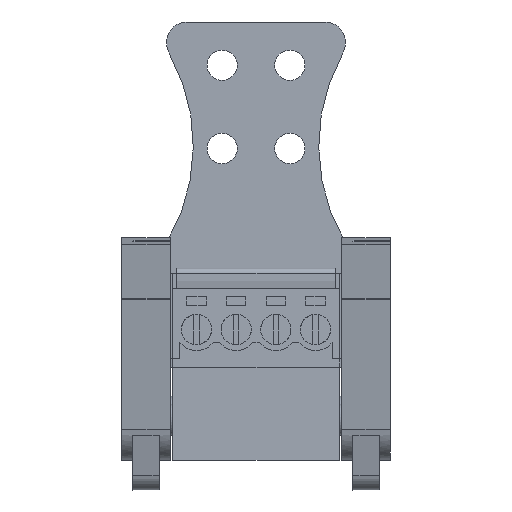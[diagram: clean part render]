
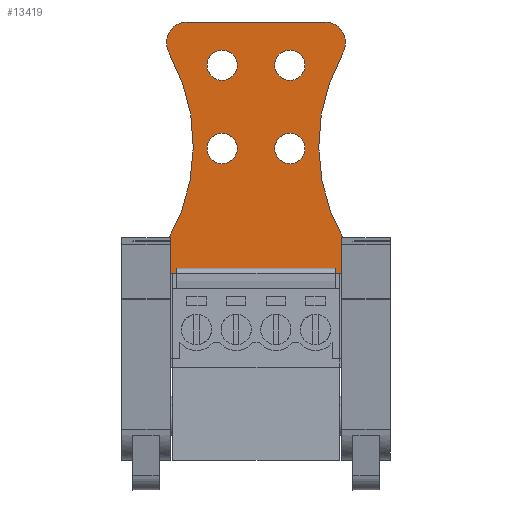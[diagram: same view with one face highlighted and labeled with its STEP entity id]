
A CAD part, front view. The second image highlights one B-rep face of the part: STEP entity #13419.
In plain terms, the highlighted planar face has unit normal (0, -1, 0).
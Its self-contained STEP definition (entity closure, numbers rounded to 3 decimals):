
#12997=AXIS2_PLACEMENT_3D('Circle Axis2P3D',#12995,#12996,$) ;
#13029=AXIS2_PLACEMENT_3D('Circle Axis2P3D',#13027,#13028,$) ;
#13079=AXIS2_PLACEMENT_3D('Circle Axis2P3D',#13077,#13078,$) ;
#13097=AXIS2_PLACEMENT_3D('Circle Axis2P3D',#13095,#13096,$) ;
#13172=AXIS2_PLACEMENT_3D('Circle Axis2P3D',#13170,#13171,$) ;
#13204=AXIS2_PLACEMENT_3D('Circle Axis2P3D',#13202,#13203,$) ;
#13222=AXIS2_PLACEMENT_3D('Circle Axis2P3D',#13220,#13221,$) ;
#13254=AXIS2_PLACEMENT_3D('Circle Axis2P3D',#13252,#13253,$) ;
#13272=AXIS2_PLACEMENT_3D('Circle Axis2P3D',#13270,#13271,$) ;
#13304=AXIS2_PLACEMENT_3D('Circle Axis2P3D',#13302,#13303,$) ;
#13322=AXIS2_PLACEMENT_3D('Circle Axis2P3D',#13320,#13321,$) ;
#13354=AXIS2_PLACEMENT_3D('Circle Axis2P3D',#13352,#13353,$) ;
#13386=AXIS2_PLACEMENT_3D('Plane Axis2P3D',#13383,#13384,#13385) ;
#12938=CARTESIAN_POINT('Line Origine',(4.355,14.976,22.296)) ;
#12942=CARTESIAN_POINT('Vertex',(4.355,14.976,23.797)) ;
#12944=CARTESIAN_POINT('Vertex',(4.355,14.976,20.796)) ;
#12995=CARTESIAN_POINT('Axis2P3D Location',(-11.3,14.976,33.07)) ;
#12999=CARTESIAN_POINT('Vertex',(4.571,14.976,41.968)) ;
#13024=CARTESIAN_POINT('Vertex',(6.315,14.976,44.946)) ;
#13027=CARTESIAN_POINT('Axis2P3D Location',(6.315,14.976,42.946)) ;
#13045=CARTESIAN_POINT('Line Origine',(12.915,14.976,44.946)) ;
#13049=CARTESIAN_POINT('Vertex',(19.515,14.976,44.946)) ;
#13074=CARTESIAN_POINT('Vertex',(21.259,14.976,41.968)) ;
#13077=CARTESIAN_POINT('Axis2P3D Location',(19.515,14.976,42.946)) ;
#13095=CARTESIAN_POINT('Axis2P3D Location',(37.13,14.976,33.07)) ;
#13099=CARTESIAN_POINT('Vertex',(21.475,14.976,23.797)) ;
#13120=CARTESIAN_POINT('Line Origine',(21.475,14.976,22.296)) ;
#13124=CARTESIAN_POINT('Vertex',(21.475,14.976,20.796)) ;
#13170=CARTESIAN_POINT('Axis2P3D Location',(16.165,14.976,40.796)) ;
#13174=CARTESIAN_POINT('Vertex',(14.715,14.976,40.796)) ;
#13176=CARTESIAN_POINT('Vertex',(17.615,14.976,40.796)) ;
#13202=CARTESIAN_POINT('Axis2P3D Location',(16.165,14.976,40.796)) ;
#13220=CARTESIAN_POINT('Axis2P3D Location',(9.665,14.976,40.796)) ;
#13224=CARTESIAN_POINT('Vertex',(8.215,14.976,40.796)) ;
#13226=CARTESIAN_POINT('Vertex',(11.115,14.976,40.796)) ;
#13252=CARTESIAN_POINT('Axis2P3D Location',(9.665,14.976,40.796)) ;
#13270=CARTESIAN_POINT('Axis2P3D Location',(16.165,14.976,32.796)) ;
#13274=CARTESIAN_POINT('Vertex',(14.715,14.976,32.796)) ;
#13276=CARTESIAN_POINT('Vertex',(17.615,14.976,32.796)) ;
#13302=CARTESIAN_POINT('Axis2P3D Location',(16.165,14.976,32.796)) ;
#13320=CARTESIAN_POINT('Axis2P3D Location',(9.665,14.976,32.796)) ;
#13324=CARTESIAN_POINT('Vertex',(8.215,14.976,32.796)) ;
#13326=CARTESIAN_POINT('Vertex',(11.115,14.976,32.796)) ;
#13352=CARTESIAN_POINT('Axis2P3D Location',(9.665,14.976,32.796)) ;
#13383=CARTESIAN_POINT('Axis2P3D Location',(12.915,14.976,11.796)) ;
#13388=CARTESIAN_POINT('Line Origine',(12.915,14.976,20.796)) ;
#12939=DIRECTION('Vector Direction',(0.,0.,-1.)) ;
#12996=DIRECTION('Axis2P3D Direction',(0.,1.,0.)) ;
#13028=DIRECTION('Axis2P3D Direction',(0.,1.,0.)) ;
#13046=DIRECTION('Vector Direction',(1.,0.,0.)) ;
#13078=DIRECTION('Axis2P3D Direction',(0.,1.,0.)) ;
#13096=DIRECTION('Axis2P3D Direction',(0.,1.,0.)) ;
#13121=DIRECTION('Vector Direction',(0.,0.,1.)) ;
#13171=DIRECTION('Axis2P3D Direction',(0.,1.,0.)) ;
#13203=DIRECTION('Axis2P3D Direction',(0.,1.,0.)) ;
#13221=DIRECTION('Axis2P3D Direction',(0.,1.,0.)) ;
#13253=DIRECTION('Axis2P3D Direction',(0.,1.,0.)) ;
#13271=DIRECTION('Axis2P3D Direction',(0.,1.,0.)) ;
#13303=DIRECTION('Axis2P3D Direction',(0.,1.,0.)) ;
#13321=DIRECTION('Axis2P3D Direction',(0.,1.,0.)) ;
#13353=DIRECTION('Axis2P3D Direction',(0.,1.,0.)) ;
#13384=DIRECTION('Axis2P3D Direction',(0.,-1.,0.)) ;
#13385=DIRECTION('Axis2P3D XDirection',(1.,0.,0.)) ;
#13389=DIRECTION('Vector Direction',(-1.,0.,0.)) ;
#12940=VECTOR('Line Direction',#12939,1.) ;
#13047=VECTOR('Line Direction',#13046,1.) ;
#13122=VECTOR('Line Direction',#13121,1.) ;
#13390=VECTOR('Line Direction',#13389,1.) ;
#13394=ORIENTED_EDGE('',*,*,#13126,.T.) ;
#13395=ORIENTED_EDGE('',*,*,#13101,.F.) ;
#13396=ORIENTED_EDGE('',*,*,#13081,.T.) ;
#13397=ORIENTED_EDGE('',*,*,#13051,.F.) ;
#13398=ORIENTED_EDGE('',*,*,#13031,.T.) ;
#13399=ORIENTED_EDGE('',*,*,#13001,.F.) ;
#13400=ORIENTED_EDGE('',*,*,#12946,.T.) ;
#13401=ORIENTED_EDGE('',*,*,#13392,.F.) ;
#13404=ORIENTED_EDGE('',*,*,#13178,.F.) ;
#13405=ORIENTED_EDGE('',*,*,#13206,.F.) ;
#13408=ORIENTED_EDGE('',*,*,#13228,.F.) ;
#13409=ORIENTED_EDGE('',*,*,#13256,.F.) ;
#13412=ORIENTED_EDGE('',*,*,#13278,.F.) ;
#13413=ORIENTED_EDGE('',*,*,#13306,.F.) ;
#13416=ORIENTED_EDGE('',*,*,#13328,.F.) ;
#13417=ORIENTED_EDGE('',*,*,#13356,.F.) ;
#13406=FACE_BOUND('',#13403,.T.) ;
#13410=FACE_BOUND('',#13407,.T.) ;
#13414=FACE_BOUND('',#13411,.T.) ;
#13418=FACE_BOUND('',#13415,.T.) ;
#13419=ADVANCED_FACE('Strain relief',(#13402,#13406,#13410,#13414,#13418),#13387,.T.) ;
#12998=CIRCLE('generated circle',#12997,18.195) ;
#13030=CIRCLE('generated circle',#13029,2.) ;
#13080=CIRCLE('generated circle',#13079,2.) ;
#13098=CIRCLE('generated circle',#13097,18.195) ;
#13173=CIRCLE('generated circle',#13172,1.45) ;
#13205=CIRCLE('generated circle',#13204,1.45) ;
#13223=CIRCLE('generated circle',#13222,1.45) ;
#13255=CIRCLE('generated circle',#13254,1.45) ;
#13273=CIRCLE('generated circle',#13272,1.45) ;
#13305=CIRCLE('generated circle',#13304,1.45) ;
#13323=CIRCLE('generated circle',#13322,1.45) ;
#13355=CIRCLE('generated circle',#13354,1.45) ;
#12946=EDGE_CURVE('',#12943,#12945,#12941,.T.) ;
#13001=EDGE_CURVE('',#12943,#13000,#12998,.F.) ;
#13031=EDGE_CURVE('',#13025,#13000,#13030,.F.) ;
#13051=EDGE_CURVE('',#13025,#13050,#13048,.T.) ;
#13081=EDGE_CURVE('',#13075,#13050,#13080,.F.) ;
#13101=EDGE_CURVE('',#13075,#13100,#13098,.F.) ;
#13126=EDGE_CURVE('',#13125,#13100,#13123,.T.) ;
#13178=EDGE_CURVE('',#13175,#13177,#13173,.F.) ;
#13206=EDGE_CURVE('',#13177,#13175,#13205,.F.) ;
#13228=EDGE_CURVE('',#13225,#13227,#13223,.F.) ;
#13256=EDGE_CURVE('',#13227,#13225,#13255,.F.) ;
#13278=EDGE_CURVE('',#13275,#13277,#13273,.F.) ;
#13306=EDGE_CURVE('',#13277,#13275,#13305,.F.) ;
#13328=EDGE_CURVE('',#13325,#13327,#13323,.F.) ;
#13356=EDGE_CURVE('',#13327,#13325,#13355,.F.) ;
#13392=EDGE_CURVE('',#13125,#12945,#13391,.T.) ;
#13393=EDGE_LOOP('',(#13394,#13395,#13396,#13397,#13398,#13399,#13400,#13401)) ;
#13403=EDGE_LOOP('',(#13404,#13405)) ;
#13407=EDGE_LOOP('',(#13408,#13409)) ;
#13411=EDGE_LOOP('',(#13412,#13413)) ;
#13415=EDGE_LOOP('',(#13416,#13417)) ;
#13402=FACE_OUTER_BOUND('',#13393,.T.) ;
#12941=LINE('Line',#12938,#12940) ;
#13048=LINE('Line',#13045,#13047) ;
#13123=LINE('Line',#13120,#13122) ;
#13391=LINE('Line',#13388,#13390) ;
#13387=PLANE('',#13386) ;
#12943=VERTEX_POINT('',#12942) ;
#12945=VERTEX_POINT('',#12944) ;
#13000=VERTEX_POINT('',#12999) ;
#13025=VERTEX_POINT('',#13024) ;
#13050=VERTEX_POINT('',#13049) ;
#13075=VERTEX_POINT('',#13074) ;
#13100=VERTEX_POINT('',#13099) ;
#13125=VERTEX_POINT('',#13124) ;
#13175=VERTEX_POINT('',#13174) ;
#13177=VERTEX_POINT('',#13176) ;
#13225=VERTEX_POINT('',#13224) ;
#13227=VERTEX_POINT('',#13226) ;
#13275=VERTEX_POINT('',#13274) ;
#13277=VERTEX_POINT('',#13276) ;
#13325=VERTEX_POINT('',#13324) ;
#13327=VERTEX_POINT('',#13326) ;
